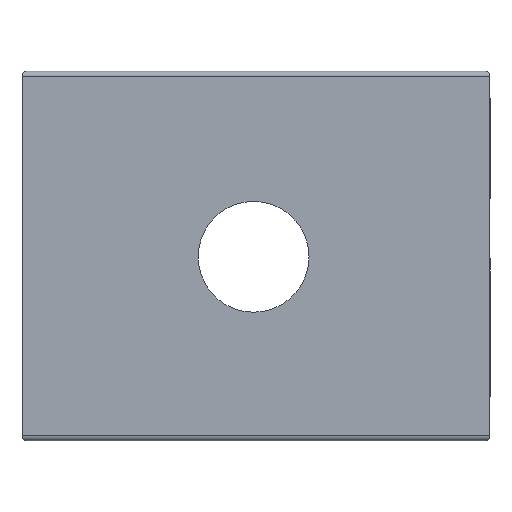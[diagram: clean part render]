
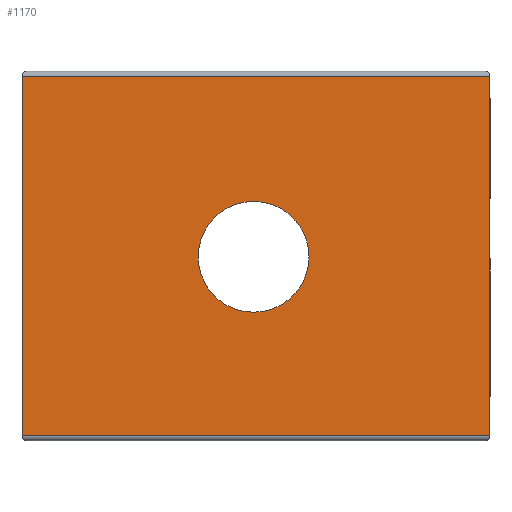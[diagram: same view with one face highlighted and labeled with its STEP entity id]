
A CAD part, front view. The second image highlights one B-rep face of the part: STEP entity #1170.
In plain terms, the highlighted planar face has unit normal (0, -1, 0).
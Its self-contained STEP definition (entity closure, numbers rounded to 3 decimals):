
#47 = VECTOR ( 'NONE', #98, 1000. ) ;
#50 = CIRCLE ( 'NONE', #1300, 2.25 ) ;
#89 = DIRECTION ( 'NONE',  ( 0., 0., -1. ) ) ;
#97 = CARTESIAN_POINT ( 'NONE',  ( -9.5, 0., -7.5 ) ) ;
#98 = DIRECTION ( 'NONE',  ( 1., 0., 0. ) ) ;
#124 = CARTESIAN_POINT ( 'NONE',  ( -0.098, 0., -2.283 ) ) ;
#170 = VERTEX_POINT ( 'NONE', #1960 ) ;
#186 = EDGE_CURVE ( 'NONE', #2241, #1244, #2187, .T. ) ;
#282 = DIRECTION ( 'NONE',  ( 0., -1., 0. ) ) ;
#304 = ORIENTED_EDGE ( 'NONE', *, *, #1963, .T. ) ;
#346 = EDGE_CURVE ( 'NONE', #2241, #1669, #626, .T. ) ;
#382 = CARTESIAN_POINT ( 'NONE',  ( -9.5, 0., 7.3 ) ) ;
#383 = CARTESIAN_POINT ( 'NONE',  ( -0.098, 0., -0.033 ) ) ;
#451 = CARTESIAN_POINT ( 'NONE',  ( 0., 0., 0. ) ) ;
#491 = DIRECTION ( 'NONE',  ( 0., -1., 0. ) ) ;
#549 = DIRECTION ( 'NONE',  ( 0., 0., -1. ) ) ;
#556 = FACE_BOUND ( 'NONE', #1007, .T. ) ;
#583 = LINE ( 'NONE', #823, #47 ) ;
#626 = LINE ( 'NONE', #1442, #1034 ) ;
#724 = CARTESIAN_POINT ( 'NONE',  ( -0.098, 0., 2.217 ) ) ;
#750 = CIRCLE ( 'NONE', #2149, 2.25 ) ;
#823 = CARTESIAN_POINT ( 'NONE',  ( 9.5, 0., -7.3 ) ) ;
#964 = DIRECTION ( 'NONE',  ( 0., 0., -1. ) ) ;
#972 = EDGE_LOOP ( 'NONE', ( #1190, #304, #1207, #1989 ) ) ;
#1007 = EDGE_LOOP ( 'NONE', ( #1261, #1629 ) ) ;
#1027 = EDGE_CURVE ( 'NONE', #170, #1244, #2024, .T. ) ;
#1034 = VECTOR ( 'NONE', #964, 1000. ) ;
#1083 = VERTEX_POINT ( 'NONE', #724 ) ;
#1106 = AXIS2_PLACEMENT_3D ( 'NONE', #451, #282, #89 ) ;
#1162 = PLANE ( 'NONE',  #1106 ) ;
#1170 = ADVANCED_FACE ( 'NONE', ( #1951, #556 ), #1162, .T. ) ;
#1189 = CARTESIAN_POINT ( 'NONE',  ( -9.5, 0., 7.3 ) ) ;
#1190 = ORIENTED_EDGE ( 'NONE', *, *, #1027, .F. ) ;
#1207 = ORIENTED_EDGE ( 'NONE', *, *, #346, .F. ) ;
#1244 = VERTEX_POINT ( 'NONE', #1189 ) ;
#1261 = ORIENTED_EDGE ( 'NONE', *, *, #1994, .F. ) ;
#1300 = AXIS2_PLACEMENT_3D ( 'NONE', #383, #1600, #549 ) ;
#1442 = CARTESIAN_POINT ( 'NONE',  ( 9.5, 0., -7.5 ) ) ;
#1457 = EDGE_CURVE ( 'NONE', #1083, #2036, #50, .T. ) ;
#1541 = CARTESIAN_POINT ( 'NONE',  ( -0.098, 0., -0.033 ) ) ;
#1563 = VECTOR ( 'NONE', #1657, 1000. ) ;
#1600 = DIRECTION ( 'NONE',  ( 0., -1., 0. ) ) ;
#1629 = ORIENTED_EDGE ( 'NONE', *, *, #1457, .F. ) ;
#1657 = DIRECTION ( 'NONE',  ( 0., 0., 1. ) ) ;
#1669 = VERTEX_POINT ( 'NONE', #2006 ) ;
#1710 = DIRECTION ( 'NONE',  ( 0., 0., -1. ) ) ;
#1721 = VECTOR ( 'NONE', #1990, 1000. ) ;
#1779 = CARTESIAN_POINT ( 'NONE',  ( 9.5, 0., 7.3 ) ) ;
#1951 = FACE_OUTER_BOUND ( 'NONE', #972, .T. ) ;
#1960 = CARTESIAN_POINT ( 'NONE',  ( -9.5, 0., -7.3 ) ) ;
#1963 = EDGE_CURVE ( 'NONE', #170, #1669, #583, .T. ) ;
#1989 = ORIENTED_EDGE ( 'NONE', *, *, #186, .T. ) ;
#1990 = DIRECTION ( 'NONE',  ( -1., 0., 0. ) ) ;
#1994 = EDGE_CURVE ( 'NONE', #2036, #1083, #750, .T. ) ;
#2006 = CARTESIAN_POINT ( 'NONE',  ( 9.5, 0., -7.3 ) ) ;
#2024 = LINE ( 'NONE', #97, #1563 ) ;
#2036 = VERTEX_POINT ( 'NONE', #124 ) ;
#2149 = AXIS2_PLACEMENT_3D ( 'NONE', #1541, #491, #1710 ) ;
#2187 = LINE ( 'NONE', #382, #1721 ) ;
#2241 = VERTEX_POINT ( 'NONE', #1779 ) ;
